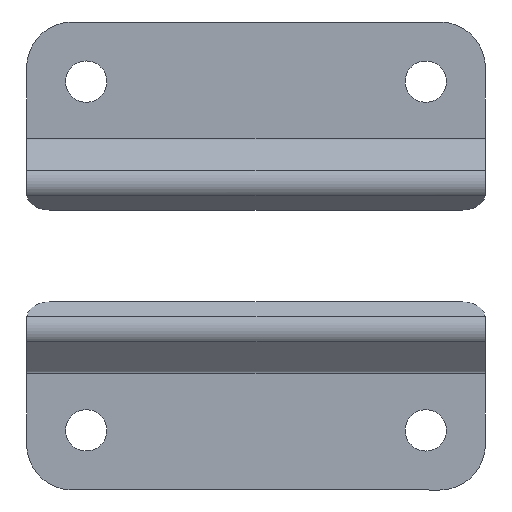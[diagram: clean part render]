
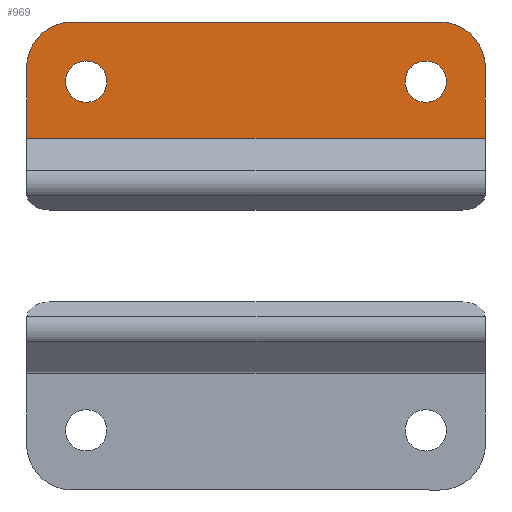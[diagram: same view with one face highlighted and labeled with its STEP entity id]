
A CAD part, front view. The second image highlights one B-rep face of the part: STEP entity #969.
In plain terms, the highlighted planar face has unit normal (0, -1, 0).
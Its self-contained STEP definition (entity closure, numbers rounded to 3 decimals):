
#3 = DIRECTION ( 'NONE',  ( 1., 0., 0. ) ) ;
#7 = EDGE_CURVE ( 'NONE', #307, #288, #545, .T. ) ;
#15 = LINE ( 'NONE', #928, #209 ) ;
#31 = ORIENTED_EDGE ( 'NONE', *, *, #79, .T. ) ;
#35 = DIRECTION ( 'NONE',  ( 0., 0., 1. ) ) ;
#50 = CARTESIAN_POINT ( 'NONE',  ( 37., 0., 3.75 ) ) ;
#60 = DIRECTION ( 'NONE',  ( 0., 0., 1. ) ) ;
#73 = ORIENTED_EDGE ( 'NONE', *, *, #995, .F. ) ;
#79 = EDGE_CURVE ( 'NONE', #757, #1058, #343, .T. ) ;
#110 = CARTESIAN_POINT ( 'NONE',  ( -40., 0., 21.25 ) ) ;
#118 = DIRECTION ( 'NONE',  ( 0., 1., 0. ) ) ;
#120 = AXIS2_PLACEMENT_3D ( 'NONE', #523, #859, #175 ) ;
#137 = DIRECTION ( 'NONE',  ( 0., 1., 0. ) ) ;
#142 = EDGE_CURVE ( 'NONE', #288, #307, #462, .T. ) ;
#143 = CARTESIAN_POINT ( 'NONE',  ( 50., 0., -21.25 ) ) ;
#146 = CARTESIAN_POINT ( 'NONE',  ( -37., 0., 3.75 ) ) ;
#173 = FACE_BOUND ( 'NONE', #973, .T. ) ;
#175 = DIRECTION ( 'NONE',  ( 0., 0., 1. ) ) ;
#176 = ORIENTED_EDGE ( 'NONE', *, *, #7, .T. ) ;
#177 = VERTEX_POINT ( 'NONE', #110 ) ;
#198 = VERTEX_POINT ( 'NONE', #1034 ) ;
#209 = VECTOR ( 'NONE', #3, 1000. ) ;
#214 = AXIS2_PLACEMENT_3D ( 'NONE', #344, #339, #256 ) ;
#223 = CARTESIAN_POINT ( 'NONE',  ( -37., 0., 12.75 ) ) ;
#228 = EDGE_CURVE ( 'NONE', #496, #198, #686, .T. ) ;
#232 = AXIS2_PLACEMENT_3D ( 'NONE', #902, #833, #60 ) ;
#249 = CARTESIAN_POINT ( 'NONE',  ( 50., 0., 11.25 ) ) ;
#256 = DIRECTION ( 'NONE',  ( 0., 0., 1. ) ) ;
#288 = VERTEX_POINT ( 'NONE', #1053 ) ;
#292 = DIRECTION ( 'NONE',  ( 0., 0., -1. ) ) ;
#295 = CARTESIAN_POINT ( 'NONE',  ( 40., 0., 21.25 ) ) ;
#307 = VERTEX_POINT ( 'NONE', #50 ) ;
#322 = AXIS2_PLACEMENT_3D ( 'NONE', #525, #953, #438 ) ;
#339 = DIRECTION ( 'NONE',  ( 0., -1., 0. ) ) ;
#343 = CIRCLE ( 'NONE', #214, 10. ) ;
#344 = CARTESIAN_POINT ( 'NONE',  ( 40., 0., 11.25 ) ) ;
#364 = CARTESIAN_POINT ( 'NONE',  ( 37., 0., 8.25 ) ) ;
#412 = ORIENTED_EDGE ( 'NONE', *, *, #511, .T. ) ;
#416 = AXIS2_PLACEMENT_3D ( 'NONE', #484, #665, #990 ) ;
#424 = EDGE_LOOP ( 'NONE', ( #609, #176 ) ) ;
#437 = VECTOR ( 'NONE', #478, 1000. ) ;
#438 = DIRECTION ( 'NONE',  ( 0., 0., 1. ) ) ;
#448 = VECTOR ( 'NONE', #541, 1000. ) ;
#449 = VERTEX_POINT ( 'NONE', #223 ) ;
#462 = CIRCLE ( 'NONE', #471, 4.5 ) ;
#471 = AXIS2_PLACEMENT_3D ( 'NONE', #364, #118, #1029 ) ;
#478 = DIRECTION ( 'NONE',  ( -1., 0., 0. ) ) ;
#484 = CARTESIAN_POINT ( 'NONE',  ( -37., 0., 8.25 ) ) ;
#496 = VERTEX_POINT ( 'NONE', #998 ) ;
#511 = EDGE_CURVE ( 'NONE', #177, #198, #789, .T. ) ;
#523 = CARTESIAN_POINT ( 'NONE',  ( 37., 0., 8.25 ) ) ;
#525 = CARTESIAN_POINT ( 'NONE',  ( -37., 0., 8.25 ) ) ;
#541 = DIRECTION ( 'NONE',  ( 0., 0., 1. ) ) ;
#545 = CIRCLE ( 'NONE', #120, 4.5 ) ;
#550 = VERTEX_POINT ( 'NONE', #146 ) ;
#580 = LINE ( 'NONE', #143, #994 ) ;
#587 = EDGE_CURVE ( 'NONE', #610, #496, #793, .T. ) ;
#600 = EDGE_CURVE ( 'NONE', #177, #1058, #15, .T. ) ;
#607 = CIRCLE ( 'NONE', #322, 4.5 ) ;
#609 = ORIENTED_EDGE ( 'NONE', *, *, #142, .T. ) ;
#610 = VERTEX_POINT ( 'NONE', #760 ) ;
#620 = ORIENTED_EDGE ( 'NONE', *, *, #861, .T. ) ;
#625 = ORIENTED_EDGE ( 'NONE', *, *, #1086, .T. ) ;
#665 = DIRECTION ( 'NONE',  ( 0., 1., 0. ) ) ;
#677 = ORIENTED_EDGE ( 'NONE', *, *, #587, .F. ) ;
#686 = LINE ( 'NONE', #882, #448 ) ;
#700 = FACE_OUTER_BOUND ( 'NONE', #1056, .T. ) ;
#714 = AXIS2_PLACEMENT_3D ( 'NONE', #812, #137, #35 ) ;
#738 = CIRCLE ( 'NONE', #416, 4.5 ) ;
#757 = VERTEX_POINT ( 'NONE', #249 ) ;
#760 = CARTESIAN_POINT ( 'NONE',  ( 50., 0., -4.066 ) ) ;
#789 = CIRCLE ( 'NONE', #232, 10. ) ;
#793 = LINE ( 'NONE', #988, #437 ) ;
#812 = CARTESIAN_POINT ( 'NONE',  ( 50., 0., 21.25 ) ) ;
#833 = DIRECTION ( 'NONE',  ( 0., -1., 0. ) ) ;
#859 = DIRECTION ( 'NONE',  ( 0., 1., 0. ) ) ;
#861 = EDGE_CURVE ( 'NONE', #449, #550, #607, .T. ) ;
#881 = ORIENTED_EDGE ( 'NONE', *, *, #600, .F. ) ;
#882 = CARTESIAN_POINT ( 'NONE',  ( -50., 0., -21.25 ) ) ;
#894 = PLANE ( 'NONE',  #714 ) ;
#902 = CARTESIAN_POINT ( 'NONE',  ( -40., 0., 11.25 ) ) ;
#928 = CARTESIAN_POINT ( 'NONE',  ( -50., 0., 21.25 ) ) ;
#953 = DIRECTION ( 'NONE',  ( 0., 1., 0. ) ) ;
#960 = ORIENTED_EDGE ( 'NONE', *, *, #228, .F. ) ;
#969 = ADVANCED_FACE ( 'NONE', ( #700, #173, #1039 ), #894, .F. ) ;
#973 = EDGE_LOOP ( 'NONE', ( #620, #625 ) ) ;
#988 = CARTESIAN_POINT ( 'NONE',  ( 50., 0., -4.066 ) ) ;
#990 = DIRECTION ( 'NONE',  ( 0., 0., 1. ) ) ;
#994 = VECTOR ( 'NONE', #292, 1000. ) ;
#995 = EDGE_CURVE ( 'NONE', #757, #610, #580, .T. ) ;
#998 = CARTESIAN_POINT ( 'NONE',  ( -50., 0., -4.066 ) ) ;
#1029 = DIRECTION ( 'NONE',  ( 0., 0., 1. ) ) ;
#1034 = CARTESIAN_POINT ( 'NONE',  ( -50., 0., 11.25 ) ) ;
#1039 = FACE_BOUND ( 'NONE', #424, .T. ) ;
#1053 = CARTESIAN_POINT ( 'NONE',  ( 37., 0., 12.75 ) ) ;
#1056 = EDGE_LOOP ( 'NONE', ( #677, #73, #31, #881, #412, #960 ) ) ;
#1058 = VERTEX_POINT ( 'NONE', #295 ) ;
#1086 = EDGE_CURVE ( 'NONE', #550, #449, #738, .T. ) ;
